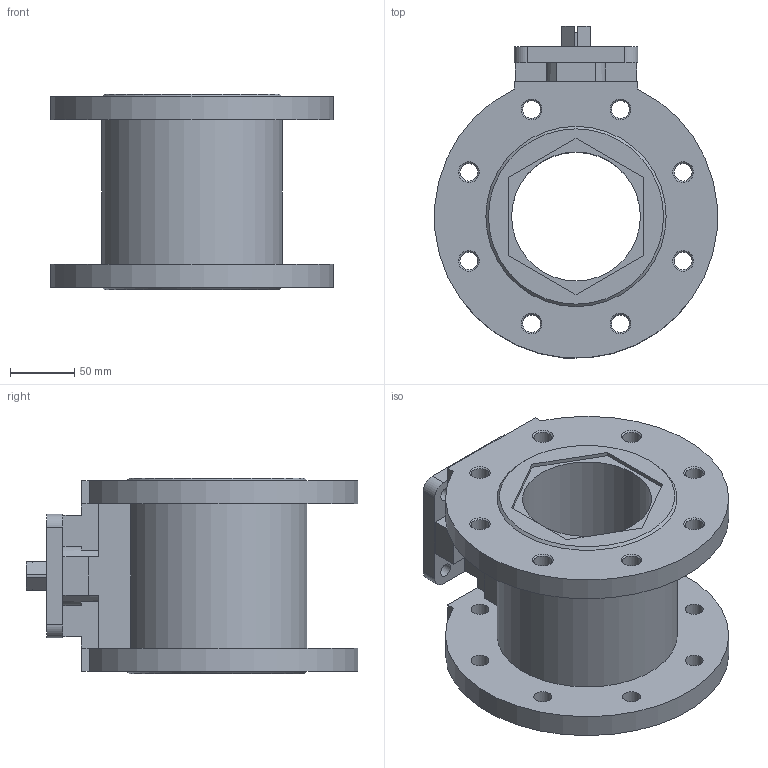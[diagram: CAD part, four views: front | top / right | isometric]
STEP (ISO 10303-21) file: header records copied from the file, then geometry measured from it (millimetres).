
FILE_DESCRIPTION(/* description */ ('STEP AP214'),/* implementation_level */ '2;1');
FILE_NAME(/* name */ '1692209_VZBC-100-FF-16-22-F0710-V4V4T',/* time_stamp */ '2024-09-18T00:43:53+02:00',/* author */ ('License CC BY-ND 4.0'),/* organization */ ('CADENAS'),/* preprocessor_version */ 'ST-DEVELOPER v19.3',/* originating_system */ 'PARTsolutions',/* authorisation */ ' ');
FILE_SCHEMA (('AUTOMOTIVE_DESIGN {1 0 10303 214 3 1 1}'));
Length unit declared in the file: millimetre
Products named in the file (1): 1692209 VZBC-100-FF-16-22-F0710-V4V4T
Bounding box: 219.33 x 257.59 x 152 mm (x, y, z)
Volume: 2240498.3 mm3; surface area: 273689.2 mm2
Topology: 1 solids, 1 shells, 115 faces, 330 edges, 215 vertices
Faces by surface type: plane 59, cylinder 38, cone 18
Full cylindrical faces by diameter (mm): 9 x4, 10.5 x4, 13.835 x16, 50 x1, 55 x1, 100 x1
Entity records: 3668 total; most frequent: DIRECTION 624, CARTESIAN_POINT 610, ORIENTED_EDGE 564, EDGE_CURVE 282, AXIS2_PLACEMENT_3D 226, EDGE_LOOP 216, FACE_BOUND 216, VERTEX_POINT 212
